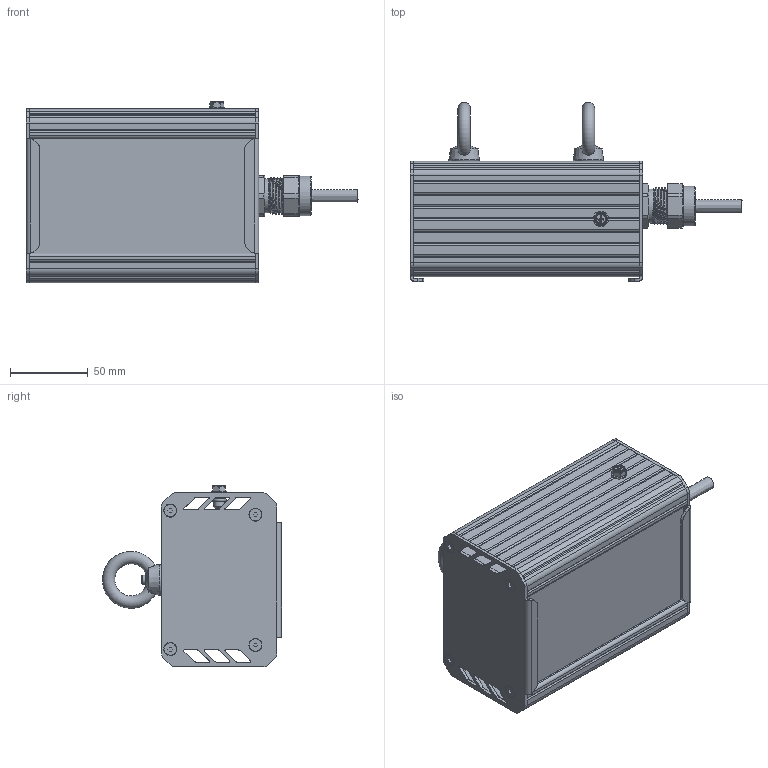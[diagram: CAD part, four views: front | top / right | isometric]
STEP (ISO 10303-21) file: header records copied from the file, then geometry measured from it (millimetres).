
FILE_DESCRIPTION(('STEP AP214'), '1');
FILE_NAME('001.0090.02.000 - ÃÑÏ-Ïðèìà-2Åõ-10', '2024-04-02T05:29:41', ('Åâãåíèé'), ('ÎÊÁ Ñâîé Ñòèëü'), 'C3D Converter', 'C3D Toolkit', '');
FILE_SCHEMA(('AUTOMOTIVE_DESIGN { 1 0 10303 214 3 1 1}'));
Length unit declared in the file: millimetre
Products named in the file (29): 001.0090.02.000; 001.0065.02.000
Assembly tree (49 placements, depth 3):
  001.0090.02.000
    (unnamed)
      (unnamed)  x4
      (unnamed)  x4
      (unnamed)
      (unnamed)
      (unnamed)
      (unnamed)
      (unnamed)
      (unnamed)
      (unnamed)
      (unnamed)
      (unnamed)
      (unnamed)
    (unnamed)
      (unnamed)  x3
      (unnamed)  x13
      (unnamed)
      (unnamed)
      (unnamed)
      (unnamed)
      (unnamed)
      (unnamed)
      (unnamed)
    (unnamed)
      (unnamed)
    001.0065.02.000  x2
      (unnamed)
      (unnamed)
Bounding box: 214 x 115.4 x 117.15 mm (x, y, z)
Volume: 321915.9 mm3; surface area: 273204.2 mm2
Topology: 58 solids, 58 shells, 1052 faces, 2734 edges, 1831 vertices
Faces by surface type: plane 645, cylinder 304, cone 79, bspline 15, torus 6, sphere 3
Full cylindrical faces by diameter (mm): 1 x3, 2 x2, 2.5 x4, 2.8 x25, 3.2 x3, 3.5 x5, 4 x9, 5 x3, 6 x3, 7 x2, 8 x8, 10 x1, 12.5 x1, 13 x1, 16 x1, 17 x1, 18 x1, 18.5 x1, 19 x1, 20 x1, 21.5 x1, 22 x2, 25.5 x1
Entity records: 65844 total; most frequent: CARTESIAN_POINT 33008, DIRECTION 5670, ORIENTED_EDGE 4658, EDGE_CURVE 2329, AXIS2_PLACEMENT_3D 2090, VERTEX_POINT 1609, LINE 1490, VECTOR 1490
